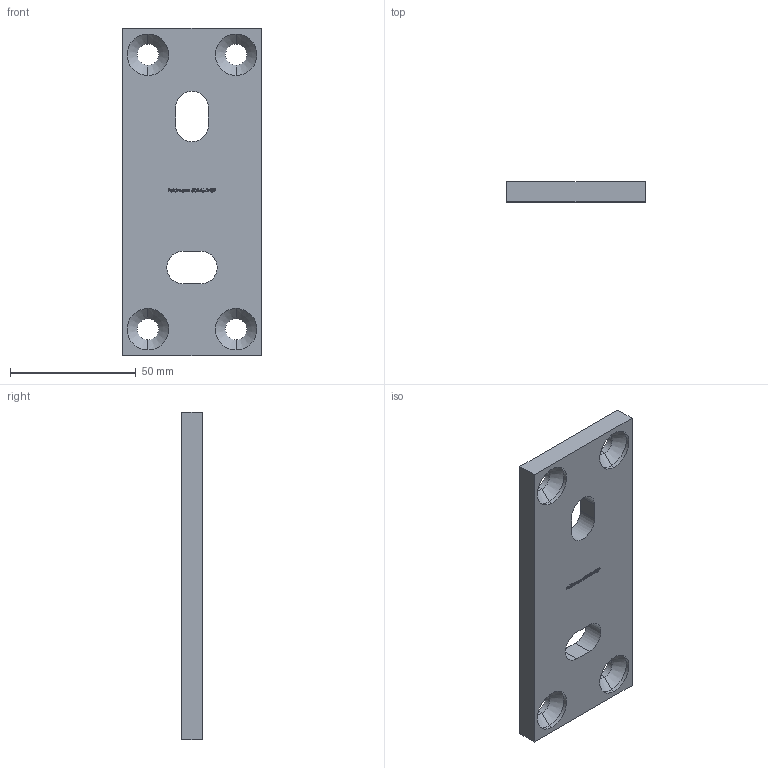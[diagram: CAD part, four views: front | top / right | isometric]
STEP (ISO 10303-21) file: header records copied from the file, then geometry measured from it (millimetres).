
FILE_DESCRIPTION (( 'STEP AP203' ), '1' );
FILE_NAME ('50146-240P.step', '2019-05-03T08:27:38', ( '' ), ( '' ), 'SwSTEP 2.0', 'SolidWorks 2015', '' );
FILE_SCHEMA (( 'CONFIG_CONTROL_DESIGN' ));
Length unit declared in the file: millimetre
Products named in the file (1): 50146-240P
Bounding box: 55 x 8 x 130 mm (x, y, z)
Volume: 49738.8 mm3; surface area: 17636.9 mm2
Topology: 1 solids, 1 shells, 274 faces, 719 edges, 474 vertices
Faces by surface type: plane 150, bspline 95, cylinder 21, cone 8
Entity records: 13792 total; most frequent: CARTESIAN_POINT 7547, ORIENTED_EDGE 1438, DIRECTION 931, EDGE_CURVE 719, LINE 487, VECTOR 487, VERTEX_POINT 474, EDGE_LOOP 313
